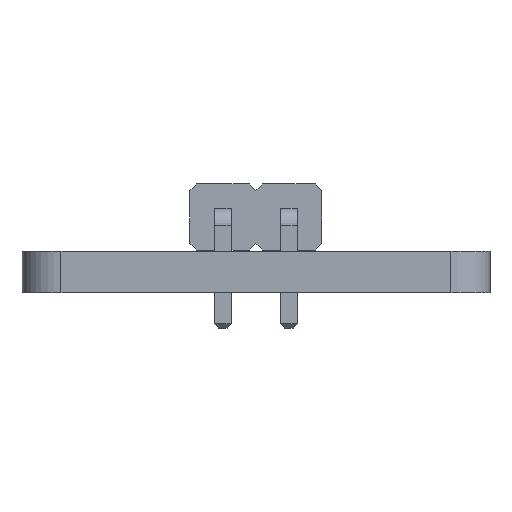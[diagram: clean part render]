
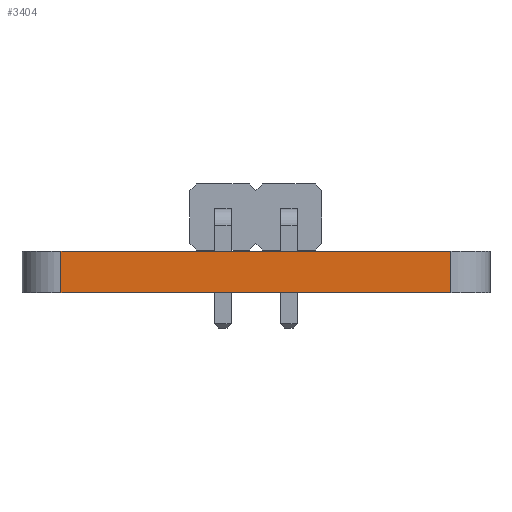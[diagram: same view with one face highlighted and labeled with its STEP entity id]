
A CAD part, left-side view. The second image highlights one B-rep face of the part: STEP entity #3404.
In plain terms, the highlighted planar face has unit normal (-1, 0, 0).
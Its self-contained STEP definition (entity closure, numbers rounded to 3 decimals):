
#3404 = ADVANCED_FACE('',(#3405),#3419,.T.);
#3405 = FACE_BOUND('',#3406,.T.);
#3406 = EDGE_LOOP('',(#3407,#3442,#3470,#3498));
#3407 = ORIENTED_EDGE('',*,*,#3408,.T.);
#3408 = EDGE_CURVE('',#3409,#3411,#3413,.T.);
#3409 = VERTEX_POINT('',#3410);
#3410 = CARTESIAN_POINT('',(109.5,-72.5,0.));
#3411 = VERTEX_POINT('',#3412);
#3412 = CARTESIAN_POINT('',(109.5,-72.5,1.6));
#3413 = SURFACE_CURVE('',#3414,(#3418,#3430),.PCURVE_S1.);
#3414 = LINE('',#3415,#3416);
#3415 = CARTESIAN_POINT('',(109.5,-72.5,0.));
#3416 = VECTOR('',#3417,1.);
#3417 = DIRECTION('',(0.,0.,1.));
#3418 = PCURVE('',#3419,#3424);
#3419 = PLANE('',#3420);
#3420 = AXIS2_PLACEMENT_3D('',#3421,#3422,#3423);
#3421 = CARTESIAN_POINT('',(109.5,-72.5,0.));
#3422 = DIRECTION('',(-1.,0.,0.));
#3423 = DIRECTION('',(0.,1.,0.));
#3424 = DEFINITIONAL_REPRESENTATION('',(#3425),#3429);
#3425 = LINE('',#3426,#3427);
#3426 = CARTESIAN_POINT('',(0.,0.));
#3427 = VECTOR('',#3428,1.);
#3428 = DIRECTION('',(0.,-1.));
#3429 = ( GEOMETRIC_REPRESENTATION_CONTEXT(2) 
PARAMETRIC_REPRESENTATION_CONTEXT() REPRESENTATION_CONTEXT('2D SPACE',''
  ) );
#3430 = PCURVE('',#3431,#3436);
#3431 = CYLINDRICAL_SURFACE('',#3432,1.5);
#3432 = AXIS2_PLACEMENT_3D('',#3433,#3434,#3435);
#3433 = CARTESIAN_POINT('',(111.,-72.5,0.));
#3434 = DIRECTION('',(-0.,-0.,-1.));
#3435 = DIRECTION('',(1.,0.,-0.));
#3436 = DEFINITIONAL_REPRESENTATION('',(#3437),#3441);
#3437 = LINE('',#3438,#3439);
#3438 = CARTESIAN_POINT('',(-3.142,0.));
#3439 = VECTOR('',#3440,1.);
#3440 = DIRECTION('',(-0.,-1.));
#3441 = ( GEOMETRIC_REPRESENTATION_CONTEXT(2) 
PARAMETRIC_REPRESENTATION_CONTEXT() REPRESENTATION_CONTEXT('2D SPACE',''
  ) );
#3442 = ORIENTED_EDGE('',*,*,#3443,.T.);
#3443 = EDGE_CURVE('',#3411,#3444,#3446,.T.);
#3444 = VERTEX_POINT('',#3445);
#3445 = CARTESIAN_POINT('',(109.5,-57.5,1.6));
#3446 = SURFACE_CURVE('',#3447,(#3451,#3458),.PCURVE_S1.);
#3447 = LINE('',#3448,#3449);
#3448 = CARTESIAN_POINT('',(109.5,-72.5,1.6));
#3449 = VECTOR('',#3450,1.);
#3450 = DIRECTION('',(0.,1.,0.));
#3451 = PCURVE('',#3419,#3452);
#3452 = DEFINITIONAL_REPRESENTATION('',(#3453),#3457);
#3453 = LINE('',#3454,#3455);
#3454 = CARTESIAN_POINT('',(0.,-1.6));
#3455 = VECTOR('',#3456,1.);
#3456 = DIRECTION('',(1.,0.));
#3457 = ( GEOMETRIC_REPRESENTATION_CONTEXT(2) 
PARAMETRIC_REPRESENTATION_CONTEXT() REPRESENTATION_CONTEXT('2D SPACE',''
  ) );
#3458 = PCURVE('',#3459,#3464);
#3459 = PLANE('',#3460);
#3460 = AXIS2_PLACEMENT_3D('',#3461,#3462,#3463);
#3461 = CARTESIAN_POINT('',(121.375,-65.,1.6));
#3462 = DIRECTION('',(-0.,-0.,-1.));
#3463 = DIRECTION('',(-1.,0.,0.));
#3464 = DEFINITIONAL_REPRESENTATION('',(#3465),#3469);
#3465 = LINE('',#3466,#3467);
#3466 = CARTESIAN_POINT('',(11.875,-7.5));
#3467 = VECTOR('',#3468,1.);
#3468 = DIRECTION('',(0.,1.));
#3469 = ( GEOMETRIC_REPRESENTATION_CONTEXT(2) 
PARAMETRIC_REPRESENTATION_CONTEXT() REPRESENTATION_CONTEXT('2D SPACE',''
  ) );
#3470 = ORIENTED_EDGE('',*,*,#3471,.F.);
#3471 = EDGE_CURVE('',#3472,#3444,#3474,.T.);
#3472 = VERTEX_POINT('',#3473);
#3473 = CARTESIAN_POINT('',(109.5,-57.5,0.));
#3474 = SURFACE_CURVE('',#3475,(#3479,#3486),.PCURVE_S1.);
#3475 = LINE('',#3476,#3477);
#3476 = CARTESIAN_POINT('',(109.5,-57.5,0.));
#3477 = VECTOR('',#3478,1.);
#3478 = DIRECTION('',(0.,0.,1.));
#3479 = PCURVE('',#3419,#3480);
#3480 = DEFINITIONAL_REPRESENTATION('',(#3481),#3485);
#3481 = LINE('',#3482,#3483);
#3482 = CARTESIAN_POINT('',(15.,0.));
#3483 = VECTOR('',#3484,1.);
#3484 = DIRECTION('',(0.,-1.));
#3485 = ( GEOMETRIC_REPRESENTATION_CONTEXT(2) 
PARAMETRIC_REPRESENTATION_CONTEXT() REPRESENTATION_CONTEXT('2D SPACE',''
  ) );
#3486 = PCURVE('',#3487,#3492);
#3487 = CYLINDRICAL_SURFACE('',#3488,1.5);
#3488 = AXIS2_PLACEMENT_3D('',#3489,#3490,#3491);
#3489 = CARTESIAN_POINT('',(111.,-57.5,0.));
#3490 = DIRECTION('',(-0.,-0.,-1.));
#3491 = DIRECTION('',(1.,0.,-0.));
#3492 = DEFINITIONAL_REPRESENTATION('',(#3493),#3497);
#3493 = LINE('',#3494,#3495);
#3494 = CARTESIAN_POINT('',(-3.142,0.));
#3495 = VECTOR('',#3496,1.);
#3496 = DIRECTION('',(-0.,-1.));
#3497 = ( GEOMETRIC_REPRESENTATION_CONTEXT(2) 
PARAMETRIC_REPRESENTATION_CONTEXT() REPRESENTATION_CONTEXT('2D SPACE',''
  ) );
#3498 = ORIENTED_EDGE('',*,*,#3499,.F.);
#3499 = EDGE_CURVE('',#3409,#3472,#3500,.T.);
#3500 = SURFACE_CURVE('',#3501,(#3505,#3512),.PCURVE_S1.);
#3501 = LINE('',#3502,#3503);
#3502 = CARTESIAN_POINT('',(109.5,-72.5,0.));
#3503 = VECTOR('',#3504,1.);
#3504 = DIRECTION('',(0.,1.,0.));
#3505 = PCURVE('',#3419,#3506);
#3506 = DEFINITIONAL_REPRESENTATION('',(#3507),#3511);
#3507 = LINE('',#3508,#3509);
#3508 = CARTESIAN_POINT('',(0.,0.));
#3509 = VECTOR('',#3510,1.);
#3510 = DIRECTION('',(1.,0.));
#3511 = ( GEOMETRIC_REPRESENTATION_CONTEXT(2) 
PARAMETRIC_REPRESENTATION_CONTEXT() REPRESENTATION_CONTEXT('2D SPACE',''
  ) );
#3512 = PCURVE('',#3513,#3518);
#3513 = PLANE('',#3514);
#3514 = AXIS2_PLACEMENT_3D('',#3515,#3516,#3517);
#3515 = CARTESIAN_POINT('',(121.375,-65.,0.));
#3516 = DIRECTION('',(-0.,-0.,-1.));
#3517 = DIRECTION('',(-1.,0.,0.));
#3518 = DEFINITIONAL_REPRESENTATION('',(#3519),#3523);
#3519 = LINE('',#3520,#3521);
#3520 = CARTESIAN_POINT('',(11.875,-7.5));
#3521 = VECTOR('',#3522,1.);
#3522 = DIRECTION('',(0.,1.));
#3523 = ( GEOMETRIC_REPRESENTATION_CONTEXT(2) 
PARAMETRIC_REPRESENTATION_CONTEXT() REPRESENTATION_CONTEXT('2D SPACE',''
  ) );
